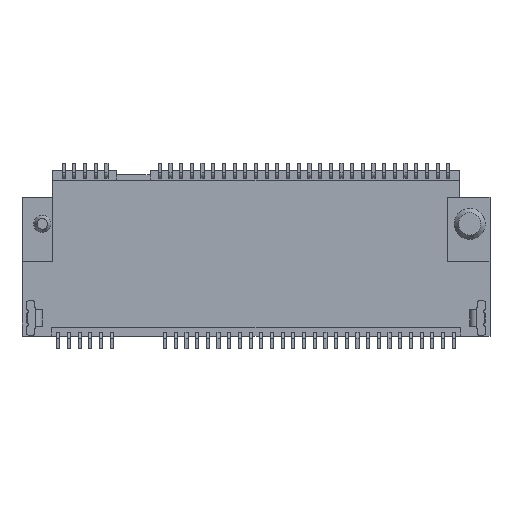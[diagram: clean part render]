
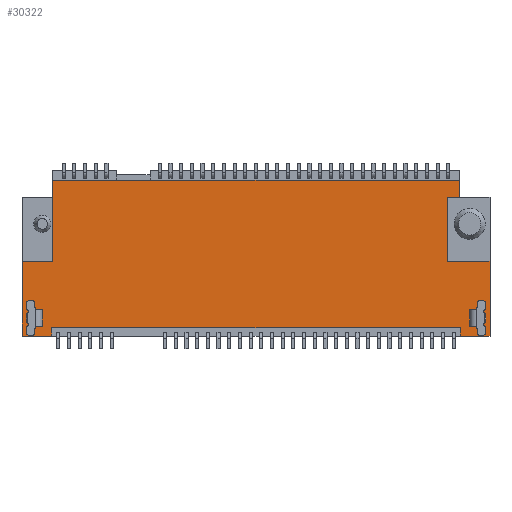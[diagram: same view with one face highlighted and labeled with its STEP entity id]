
A CAD part, front view. The second image highlights one B-rep face of the part: STEP entity #30322.
In plain terms, the highlighted planar face has unit normal (0, -1, 0).
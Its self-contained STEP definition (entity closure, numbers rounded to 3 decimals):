
#3355=FACE_OUTER_BOUND('',#5077,.T.);
#5077=EDGE_LOOP('',(#26498,#26499,#26500,#26501,#26502,#26503,#26504,#26505,
#26506,#26507,#26508,#26509,#26510,#26511,#26512));
#8076=LINE('',#49908,#11349);
#8081=LINE('',#49918,#11354);
#8088=LINE('',#49935,#11361);
#8090=LINE('',#49939,#11363);
#8093=LINE('',#49951,#11366);
#8094=LINE('',#49953,#11367);
#8095=LINE('',#49955,#11368);
#8096=LINE('',#49957,#11369);
#8097=LINE('',#49959,#11370);
#8098=LINE('',#49961,#11371);
#8099=LINE('',#49962,#11372);
#8100=LINE('',#49964,#11373);
#8101=LINE('',#49966,#11374);
#8102=LINE('',#49968,#11375);
#8103=LINE('',#49969,#11376);
#11349=VECTOR('',#41125,10.);
#11354=VECTOR('',#41134,10.);
#11361=VECTOR('',#41147,10.);
#11363=VECTOR('',#41151,10.);
#11366=VECTOR('',#41166,3.5);
#11367=VECTOR('',#41167,1.4);
#11368=VECTOR('',#41168,0.4);
#11369=VECTOR('',#41169,19.1);
#11370=VECTOR('',#41170,0.4);
#11371=VECTOR('',#41171,1.4);
#11372=VECTOR('',#41172,10.);
#11373=VECTOR('',#41173,10.);
#11374=VECTOR('',#41174,0.8);
#11375=VECTOR('',#41175,19.);
#11376=VECTOR('',#41176,0.8);
#14315=VERTEX_POINT('',#49901);
#14318=VERTEX_POINT('',#49906);
#14321=VERTEX_POINT('',#49916);
#14327=VERTEX_POINT('',#49931);
#14328=VERTEX_POINT('',#49933);
#14329=VERTEX_POINT('',#49937);
#14332=VERTEX_POINT('',#49950);
#14333=VERTEX_POINT('',#49952);
#14334=VERTEX_POINT('',#49954);
#14335=VERTEX_POINT('',#49956);
#14336=VERTEX_POINT('',#49958);
#14337=VERTEX_POINT('',#49960);
#14338=VERTEX_POINT('',#49963);
#14339=VERTEX_POINT('',#49965);
#14340=VERTEX_POINT('',#49967);
#18426=EDGE_CURVE('',#14315,#14318,#8076,.T.);
#18431=EDGE_CURVE('',#14318,#14321,#8081,.T.);
#18439=EDGE_CURVE('',#14327,#14328,#8088,.T.);
#18441=EDGE_CURVE('',#14328,#14329,#8090,.T.);
#18446=EDGE_CURVE('',#14321,#14332,#8093,.T.);
#18447=EDGE_CURVE('',#14332,#14333,#8094,.T.);
#18448=EDGE_CURVE('',#14333,#14334,#8095,.T.);
#18449=EDGE_CURVE('',#14335,#14334,#8096,.T.);
#18450=EDGE_CURVE('',#14336,#14335,#8097,.T.);
#18451=EDGE_CURVE('',#14336,#14337,#8098,.T.);
#18452=EDGE_CURVE('',#14337,#14327,#8099,.T.);
#18453=EDGE_CURVE('',#14329,#14338,#8100,.T.);
#18454=EDGE_CURVE('',#14339,#14338,#8101,.T.);
#18455=EDGE_CURVE('',#14340,#14339,#8102,.T.);
#18456=EDGE_CURVE('',#14340,#14315,#8103,.T.);
#26498=ORIENTED_EDGE('',*,*,#18431,.T.);
#26499=ORIENTED_EDGE('',*,*,#18446,.T.);
#26500=ORIENTED_EDGE('',*,*,#18447,.T.);
#26501=ORIENTED_EDGE('',*,*,#18448,.T.);
#26502=ORIENTED_EDGE('',*,*,#18449,.F.);
#26503=ORIENTED_EDGE('',*,*,#18450,.F.);
#26504=ORIENTED_EDGE('',*,*,#18451,.T.);
#26505=ORIENTED_EDGE('',*,*,#18452,.T.);
#26506=ORIENTED_EDGE('',*,*,#18439,.T.);
#26507=ORIENTED_EDGE('',*,*,#18441,.T.);
#26508=ORIENTED_EDGE('',*,*,#18453,.T.);
#26509=ORIENTED_EDGE('',*,*,#18454,.F.);
#26510=ORIENTED_EDGE('',*,*,#18455,.F.);
#26511=ORIENTED_EDGE('',*,*,#18456,.T.);
#26512=ORIENTED_EDGE('',*,*,#18426,.T.);
#28637=PLANE('',#33138);
#30322=ADVANCED_FACE('',(#3355),#28637,.T.);
#33138=AXIS2_PLACEMENT_3D('',#49949,#41164,#41165);
#41125=DIRECTION('',(0.,0.,-1.));
#41134=DIRECTION('',(-1.,0.,0.));
#41147=DIRECTION('',(-1.,0.,0.));
#41151=DIRECTION('',(0.,0.,1.));
#41164=DIRECTION('center_axis',(0.,-1.,0.));
#41165=DIRECTION('ref_axis',(0.,0.,-1.));
#41166=DIRECTION('',(0.,0.,-1.));
#41167=DIRECTION('',(1.,0.,0.));
#41168=DIRECTION('',(0.,0.,1.));
#41169=DIRECTION('',(-1.,0.,0.));
#41170=DIRECTION('',(0.,0.,1.));
#41171=DIRECTION('',(1.,0.,0.));
#41172=DIRECTION('',(0.,0.,1.));
#41173=DIRECTION('',(1.,0.,0.));
#41174=DIRECTION('',(0.,0.,-1.));
#41175=DIRECTION('',(1.,0.,0.));
#41176=DIRECTION('',(0.,0.,-1.));
#49901=CARTESIAN_POINT('',(-9.5,-1.385,-1.25));
#49906=CARTESIAN_POINT('',(-9.5,-1.385,-4.25));
#49908=CARTESIAN_POINT('',(-9.5,-1.385,-2.125));
#49916=CARTESIAN_POINT('',(-10.95,-1.385,-4.25));
#49918=CARTESIAN_POINT('',(-10.95,-1.385,-4.25));
#49931=CARTESIAN_POINT('',(10.95,-1.385,-4.25));
#49933=CARTESIAN_POINT('',(8.95,-1.385,-4.25));
#49935=CARTESIAN_POINT('',(-1.,-1.385,-4.25));
#49937=CARTESIAN_POINT('',(8.95,-1.385,-1.25));
#49939=CARTESIAN_POINT('',(8.95,-1.385,-0.625));
#49949=CARTESIAN_POINT('Origin',(-10.95,-1.385,0.));
#49950=CARTESIAN_POINT('',(-10.95,-1.385,-7.75));
#49951=CARTESIAN_POINT('',(-10.95,-1.385,-4.25));
#49952=CARTESIAN_POINT('',(-9.55,-1.385,-7.75));
#49953=CARTESIAN_POINT('',(-10.95,-1.385,-7.75));
#49954=CARTESIAN_POINT('',(-9.55,-1.385,-7.35));
#49955=CARTESIAN_POINT('',(-9.55,-1.385,-7.75));
#49956=CARTESIAN_POINT('',(9.55,-1.385,-7.35));
#49957=CARTESIAN_POINT('',(9.55,-1.385,-7.35));
#49958=CARTESIAN_POINT('',(9.55,-1.385,-7.75));
#49959=CARTESIAN_POINT('',(9.55,-1.385,-7.75));
#49960=CARTESIAN_POINT('',(10.95,-1.385,-7.75));
#49961=CARTESIAN_POINT('',(9.55,-1.385,-7.75));
#49962=CARTESIAN_POINT('',(10.95,-1.385,-1.938));
#49963=CARTESIAN_POINT('',(9.5,-1.385,-1.25));
#49964=CARTESIAN_POINT('',(0.,-1.385,-1.25));
#49965=CARTESIAN_POINT('',(9.5,-1.385,-0.45));
#49966=CARTESIAN_POINT('',(9.5,-1.385,-0.45));
#49967=CARTESIAN_POINT('',(-9.5,-1.385,-0.45));
#49968=CARTESIAN_POINT('',(-9.5,-1.385,-0.45));
#49969=CARTESIAN_POINT('',(-9.5,-1.385,-0.45));
